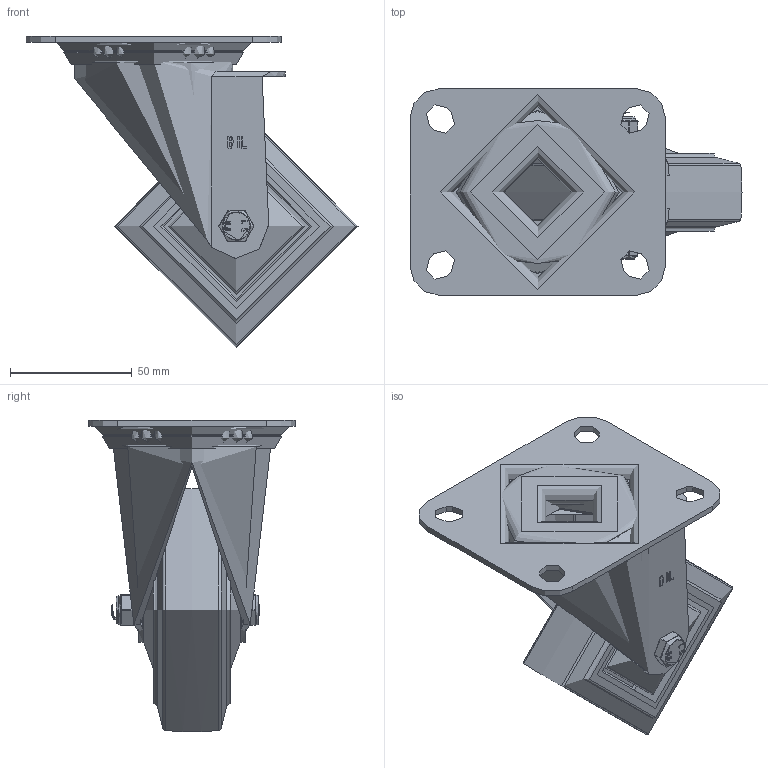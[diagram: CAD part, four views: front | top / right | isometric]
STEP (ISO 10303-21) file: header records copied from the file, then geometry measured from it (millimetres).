
FILE_DESCRIPTION(/* description */ (''),/* implementation_level */ '2;1');
FILE_NAME(/* name */ 'BZMM100STPRBJ.step',/* time_stamp */ '2024-06-28T08:58:17+01:00',/* author */ (''),/* organization */ (''),/* preprocessor_version */ 'ST-DEVELOPER v20',/* originating_system */ 'Autodesk Translation Framework v13.14.0.145',/* authorisation */ '');
FILE_SCHEMA (('AUTOMOTIVE_DESIGN { 1 0 10303 214 3 1 1 }'));
Length unit declared in the file: millimetre
Products named in the file (26): BZMM100STPRBJ; BZMM100WSTPRBJM8 v1; 65 SHORE A THERMOPLASTIC RUBBER TYRE; POLYPROPYLENE RIM; BEARING 6202; METAL; METAL2; Pattern; Component1 (1); MIDDLE; RUBBER; RUBBER2; CAP; BZMM100AS - 2 v2; ZINC PLATED, PRESSED STEEL TOP PLATE (1); ZINC PLATED, PRESSED STEEL TOP PLATE Geometry (1); BALL BEARINGS (1); Component1 (2); BEARING SEAL (1); ZINC PLATED, PRESSED STEEL FORKS (1); HEXBOLTM8X55Z8.8 v2; GRADE 8.8 ZINC PLATED BOLT; NYLOCM8Z v1; NYLOC NUT; NUT; RUBBER (1)
Assembly tree (56 placements, depth 5):
  BZMM100STPRBJ
    BZMM100WSTPRBJM8 v1
      65 SHORE A THERMOPLASTIC RUBBER TYRE
      POLYPROPYLENE RIM
      BEARING 6202
        METAL
        METAL2
        Pattern
          Component1 (1)  x8
        MIDDLE
        RUBBER
        RUBBER2
      CAP  x2
    BZMM100AS - 2 v2
      ZINC PLATED, PRESSED STEEL TOP PLATE (1)
        ZINC PLATED, PRESSED STEEL TOP PLATE Geometry (1)
        BALL BEARINGS (1)
          Component1 (2)  x24
      BEARING SEAL (1)
      ZINC PLATED, PRESSED STEEL FORKS (1)
    HEXBOLTM8X55Z8.8 v2
      GRADE 8.8 ZINC PLATED BOLT
    NYLOCM8Z v1
      NYLOC NUT
        NUT
        RUBBER (1)
Bounding box: 136.5 x 85 x 127.95 mm (x, y, z)
Volume: 234730.1 mm3; surface area: 128051.2 mm2
Topology: 47 solids, 47 shells, 756 faces, 1831 edges, 1184 vertices
Faces by surface type: plane 269, cylinder 189, bspline 179, sphere 72, torus 30, cone 17
Full cylindrical faces by diameter (mm): 0.664 x2, 6.446 x7, 7.866 x13, 8 x3, 8.2 x2, 8.25 x2, 8.6 x2, 11.5 x3, 12.1 x1, 14.8 x2, 15 x1, 18 x1, 20 x4, 22.5 x2, 23 x2, 27.5 x1, 30 x4, 30.5 x2, 31 x4, 31.5 x1, 32 x3, 35 x4, 41 x2, 44 x2, 48 x2, 53 x2, 56 x2, 61 x1, 62 x2, 65 x1
Entity records: 29349 total; most frequent: CARTESIAN_POINT 12873, ORIENTED_EDGE 3382, DIRECTION 2894, EDGE_CURVE 1691, VERTEX_POINT 1108, AXIS2_PLACEMENT_3D 1083, EDGE_LOOP 859, LINE 728
